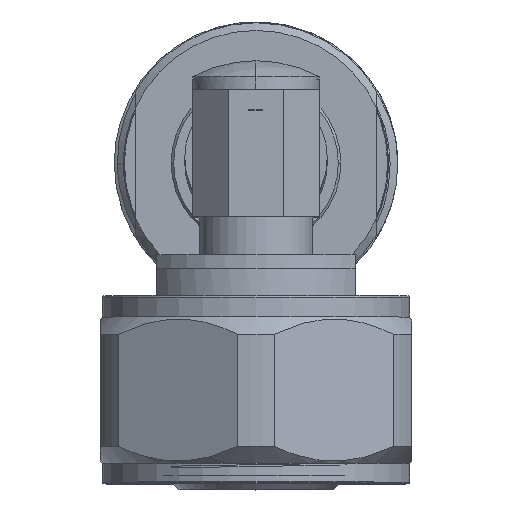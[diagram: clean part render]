
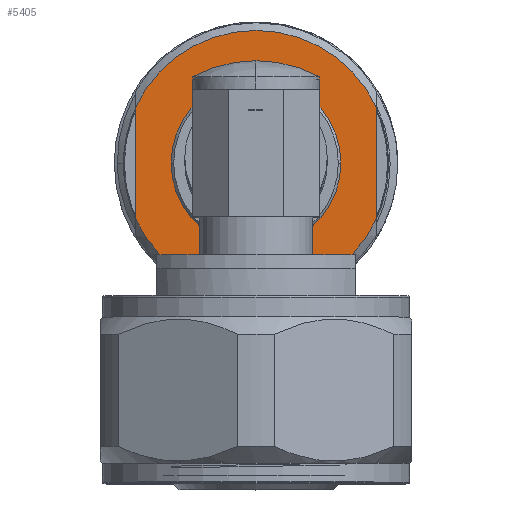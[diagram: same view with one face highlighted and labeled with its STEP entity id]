
A CAD part, top view. The second image highlights one B-rep face of the part: STEP entity #5405.
In plain terms, the highlighted face is planar.
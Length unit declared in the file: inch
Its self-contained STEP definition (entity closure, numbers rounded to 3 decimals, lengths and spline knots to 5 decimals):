
#7 = PLANE ( 'NONE',  #7214 ) ;
#114 = VECTOR ( 'NONE', #11301, 39.37008 ) ;
#452 = CARTESIAN_POINT ( 'NONE',  ( 0.76846, 0., 0. ) ) ;
#885 = ORIENTED_EDGE ( 'NONE', *, *, #9854, .F. ) ;
#937 = CIRCLE ( 'NONE', #11185, 0.23577 ) ;
#1145 = EDGE_CURVE ( 'NONE', #11467, #6583, #6661, .T. ) ;
#1287 = DIRECTION ( 'NONE',  ( 0., 0., -1. ) ) ;
#1351 = ORIENTED_EDGE ( 'NONE', *, *, #1145, .T. ) ;
#1706 = DIRECTION ( 'NONE',  ( 1., 0., 0. ) ) ;
#1719 = VERTEX_POINT ( 'NONE', #5382 ) ;
#2548 = VERTEX_POINT ( 'NONE', #6598 ) ;
#2587 = CARTESIAN_POINT ( 'NONE',  ( 0.76846, 0.15437, 0.33465 ) ) ;
#3778 = DIRECTION ( 'NONE',  ( 1., 0., 0. ) ) ;
#3820 = CARTESIAN_POINT ( 'NONE',  ( 0.76846, 0.36854, 0. ) ) ;
#3958 = EDGE_CURVE ( 'NONE', #8113, #11467, #9430, .T. ) ;
#4050 = DIRECTION ( 'NONE',  ( 0., 0., -1. ) ) ;
#4441 = EDGE_CURVE ( 'NONE', #6941, #8113, #6332, .T. ) ;
#4594 = DIRECTION ( 'NONE',  ( 0., 0., -1. ) ) ;
#4644 = CARTESIAN_POINT ( 'NONE',  ( 0.76846, 0.15437, -0.33465 ) ) ;
#5069 = EDGE_CURVE ( 'NONE', #6583, #6941, #9269, .T. ) ;
#5366 = ORIENTED_EDGE ( 'NONE', *, *, #5069, .T. ) ;
#5382 = CARTESIAN_POINT ( 'NONE',  ( 0.76846, 0., 0.23577 ) ) ;
#5405 = ADVANCED_FACE ( 'NONE', ( #7060, #7496 ), #7, .T. ) ;
#6332 = CIRCLE ( 'NONE', #10927, 0.36854 ) ;
#6422 = CIRCLE ( 'NONE', #10095, 0.23577 ) ;
#6448 = CARTESIAN_POINT ( 'NONE',  ( 0.76846, 0., 0. ) ) ;
#6515 = DIRECTION ( 'NONE',  ( 0., -1., 0. ) ) ;
#6583 = VERTEX_POINT ( 'NONE', #2587 ) ;
#6598 = CARTESIAN_POINT ( 'NONE',  ( 0.76846, 0., -0.23577 ) ) ;
#6661 = CIRCLE ( 'NONE', #9874, 0.36854 ) ;
#6911 = CARTESIAN_POINT ( 'NONE',  ( 0.76846, -0.15437, 0.33465 ) ) ;
#6941 = VERTEX_POINT ( 'NONE', #6911 ) ;
#7060 = FACE_BOUND ( 'NONE', #7319, .T. ) ;
#7214 = AXIS2_PLACEMENT_3D ( 'NONE', #3820, #3778, #8511 ) ;
#7319 = EDGE_LOOP ( 'NONE', ( #8940, #885 ) ) ;
#7496 = FACE_OUTER_BOUND ( 'NONE', #10728, .T. ) ;
#8113 = VERTEX_POINT ( 'NONE', #9041 ) ;
#8495 = ORIENTED_EDGE ( 'NONE', *, *, #3958, .T. ) ;
#8511 = DIRECTION ( 'NONE',  ( 0., 0., -1. ) ) ;
#8940 = ORIENTED_EDGE ( 'NONE', *, *, #10656, .F. ) ;
#8999 = DIRECTION ( 'NONE',  ( 1., 0., 0. ) ) ;
#9041 = CARTESIAN_POINT ( 'NONE',  ( 0.76846, -0.15437, -0.33465 ) ) ;
#9226 = CARTESIAN_POINT ( 'NONE',  ( 0.76846, 0.36854, 0.33465 ) ) ;
#9264 = CARTESIAN_POINT ( 'NONE',  ( 0.76846, 0.36854, -0.33465 ) ) ;
#9269 = LINE ( 'NONE', #9226, #10171 ) ;
#9430 = LINE ( 'NONE', #9264, #114 ) ;
#9698 = DIRECTION ( 'NONE',  ( 1., 0., 0. ) ) ;
#9746 = CARTESIAN_POINT ( 'NONE',  ( 0.76846, 0., 0. ) ) ;
#9854 = EDGE_CURVE ( 'NONE', #1719, #2548, #937, .T. ) ;
#9874 = AXIS2_PLACEMENT_3D ( 'NONE', #10251, #1706, #10216 ) ;
#10095 = AXIS2_PLACEMENT_3D ( 'NONE', #9746, #9698, #4050 ) ;
#10171 = VECTOR ( 'NONE', #6515, 39.37008 ) ;
#10216 = DIRECTION ( 'NONE',  ( 0., 0., -1. ) ) ;
#10244 = DIRECTION ( 'NONE',  ( 1., 0., 0. ) ) ;
#10251 = CARTESIAN_POINT ( 'NONE',  ( 0.76846, 0., 0. ) ) ;
#10656 = EDGE_CURVE ( 'NONE', #2548, #1719, #6422, .T. ) ;
#10728 = EDGE_LOOP ( 'NONE', ( #11767, #8495, #1351, #5366 ) ) ;
#10927 = AXIS2_PLACEMENT_3D ( 'NONE', #6448, #10244, #4594 ) ;
#11185 = AXIS2_PLACEMENT_3D ( 'NONE', #452, #8999, #1287 ) ;
#11301 = DIRECTION ( 'NONE',  ( 0., 1., 0. ) ) ;
#11467 = VERTEX_POINT ( 'NONE', #4644 ) ;
#11767 = ORIENTED_EDGE ( 'NONE', *, *, #4441, .T. ) ;
